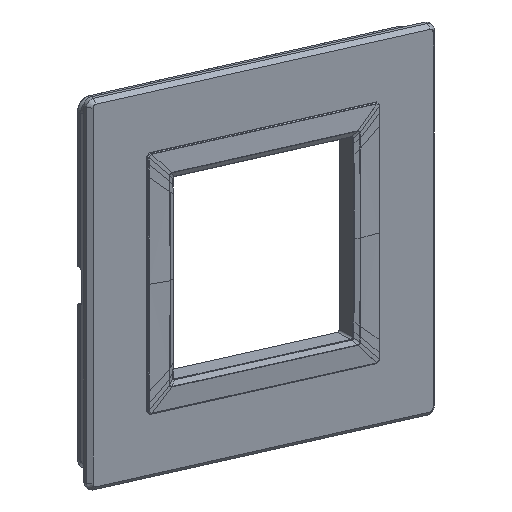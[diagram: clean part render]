
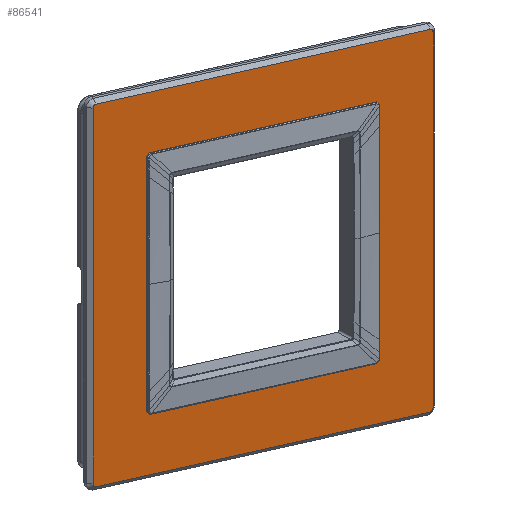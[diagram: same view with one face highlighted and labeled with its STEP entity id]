
A CAD part, top view. The second image highlights one B-rep face of the part: STEP entity #86541.
In plain terms, the highlighted face is planar.
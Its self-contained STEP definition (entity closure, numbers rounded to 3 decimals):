
#85851=CARTESIAN_POINT('Vertex',(28.425,26.925,3.)) ;
#85867=CARTESIAN_POINT('Vertex',(28.425,-26.925,3.)) ;
#85870=CARTESIAN_POINT('Line Origine',(28.425,0.,3.)) ;
#85900=CARTESIAN_POINT('Vertex',(43.,42.25,3.)) ;
#85903=CARTESIAN_POINT('Line Origine',(43.,22.,3.)) ;
#85907=CARTESIAN_POINT('Vertex',(43.,-42.25,3.)) ;
#85989=CARTESIAN_POINT('Line Origine',(-28.425,0.,3.)) ;
#85993=CARTESIAN_POINT('Vertex',(-28.425,-26.925,3.)) ;
#85995=CARTESIAN_POINT('Vertex',(-28.425,26.925,3.)) ;
#86033=CARTESIAN_POINT('Vertex',(-43.,-42.25,3.)) ;
#86038=CARTESIAN_POINT('Line Origine',(-43.,22.,3.)) ;
#86042=CARTESIAN_POINT('Vertex',(-43.,42.25,3.)) ;
#86131=CARTESIAN_POINT('Line Origine',(22.,43.,3.)) ;
#86135=CARTESIAN_POINT('Vertex',(-42.25,43.,3.)) ;
#86137=CARTESIAN_POINT('Vertex',(42.25,43.,3.)) ;
#86366=CARTESIAN_POINT('Line Origine',(0.,28.425,3.)) ;
#86370=CARTESIAN_POINT('Vertex',(26.925,28.425,3.)) ;
#86372=CARTESIAN_POINT('Vertex',(-26.925,28.425,3.)) ;
#86401=CARTESIAN_POINT('Vertex',(42.25,-43.,3.)) ;
#86404=CARTESIAN_POINT('Line Origine',(22.,-43.,3.)) ;
#86408=CARTESIAN_POINT('Vertex',(-42.25,-43.,3.)) ;
#86432=CARTESIAN_POINT('Vertex',(26.925,-28.425,3.)) ;
#86439=CARTESIAN_POINT('Vertex',(-26.925,-28.425,3.)) ;
#86442=CARTESIAN_POINT('Line Origine',(0.,-28.425,3.)) ;
#86476=CARTESIAN_POINT('Axis2P3D Location',(0.,0.,3.)) ;
#86481=CARTESIAN_POINT('Axis2P3D Location',(-42.25,42.25,3.)) ;
#86486=CARTESIAN_POINT('Axis2P3D Location',(-42.25,-42.25,3.)) ;
#86491=CARTESIAN_POINT('Axis2P3D Location',(42.25,-42.25,3.)) ;
#86496=CARTESIAN_POINT('Axis2P3D Location',(42.25,42.25,3.)) ;
#86511=CARTESIAN_POINT('Axis2P3D Location',(26.925,26.925,3.)) ;
#86516=CARTESIAN_POINT('Axis2P3D Location',(26.925,-26.925,3.)) ;
#86521=CARTESIAN_POINT('Axis2P3D Location',(-26.925,-26.925,3.)) ;
#86526=CARTESIAN_POINT('Axis2P3D Location',(-26.925,26.925,3.)) ;
#85871=DIRECTION('Vector Direction',(0.,1.,0.)) ;
#85904=DIRECTION('Vector Direction',(0.,-1.,0.)) ;
#85990=DIRECTION('Vector Direction',(0.,1.,0.)) ;
#86039=DIRECTION('Vector Direction',(0.,-1.,0.)) ;
#86132=DIRECTION('Vector Direction',(-1.,0.,0.)) ;
#86367=DIRECTION('Vector Direction',(1.,0.,0.)) ;
#86405=DIRECTION('Vector Direction',(-1.,0.,0.)) ;
#86443=DIRECTION('Vector Direction',(1.,0.,0.)) ;
#86477=DIRECTION('Axis2P3D Direction',(0.,0.,1.)) ;
#86478=DIRECTION('Axis2P3D XDirection',(1.,0.,0.)) ;
#86482=DIRECTION('Axis2P3D Direction',(0.,0.,1.)) ;
#86487=DIRECTION('Axis2P3D Direction',(0.,0.,1.)) ;
#86492=DIRECTION('Axis2P3D Direction',(0.,0.,1.)) ;
#86497=DIRECTION('Axis2P3D Direction',(0.,0.,1.)) ;
#86512=DIRECTION('Axis2P3D Direction',(0.,0.,1.)) ;
#86517=DIRECTION('Axis2P3D Direction',(0.,0.,1.)) ;
#86522=DIRECTION('Axis2P3D Direction',(0.,0.,1.)) ;
#86527=DIRECTION('Axis2P3D Direction',(0.,0.,1.)) ;
#86479=AXIS2_PLACEMENT_3D('Plane Axis2P3D',#86476,#86477,#86478) ;
#86483=AXIS2_PLACEMENT_3D('Circle Axis2P3D',#86481,#86482,$) ;
#86488=AXIS2_PLACEMENT_3D('Circle Axis2P3D',#86486,#86487,$) ;
#86493=AXIS2_PLACEMENT_3D('Circle Axis2P3D',#86491,#86492,$) ;
#86498=AXIS2_PLACEMENT_3D('Circle Axis2P3D',#86496,#86497,$) ;
#86513=AXIS2_PLACEMENT_3D('Circle Axis2P3D',#86511,#86512,$) ;
#86518=AXIS2_PLACEMENT_3D('Circle Axis2P3D',#86516,#86517,$) ;
#86523=AXIS2_PLACEMENT_3D('Circle Axis2P3D',#86521,#86522,$) ;
#86528=AXIS2_PLACEMENT_3D('Circle Axis2P3D',#86526,#86527,$) ;
#86502=ORIENTED_EDGE('',*,*,#86485,.F.) ;
#86503=ORIENTED_EDGE('',*,*,#86044,.T.) ;
#86504=ORIENTED_EDGE('',*,*,#86490,.T.) ;
#86505=ORIENTED_EDGE('',*,*,#86410,.T.) ;
#86506=ORIENTED_EDGE('',*,*,#86495,.F.) ;
#86507=ORIENTED_EDGE('',*,*,#85909,.F.) ;
#86508=ORIENTED_EDGE('',*,*,#86500,.T.) ;
#86509=ORIENTED_EDGE('',*,*,#86139,.F.) ;
#86532=ORIENTED_EDGE('',*,*,#86515,.T.) ;
#86533=ORIENTED_EDGE('',*,*,#85874,.F.) ;
#86534=ORIENTED_EDGE('',*,*,#86520,.F.) ;
#86535=ORIENTED_EDGE('',*,*,#86446,.T.) ;
#86536=ORIENTED_EDGE('',*,*,#86525,.T.) ;
#86537=ORIENTED_EDGE('',*,*,#85997,.T.) ;
#86538=ORIENTED_EDGE('',*,*,#86530,.F.) ;
#86539=ORIENTED_EDGE('',*,*,#86374,.F.) ;
#86540=FACE_BOUND('',#86531,.T.) ;
#85872=VECTOR('Line Direction',#85871,1.) ;
#85905=VECTOR('Line Direction',#85904,1.) ;
#85991=VECTOR('Line Direction',#85990,1.) ;
#86040=VECTOR('Line Direction',#86039,1.) ;
#86133=VECTOR('Line Direction',#86132,1.) ;
#86368=VECTOR('Line Direction',#86367,1.) ;
#86406=VECTOR('Line Direction',#86405,1.) ;
#86444=VECTOR('Line Direction',#86443,1.) ;
#86541=ADVANCED_FACE('PartBody',(#86510,#86540),#86480,.T.) ;
#86484=CIRCLE('generated circle',#86483,0.75) ;
#86489=CIRCLE('generated circle',#86488,0.75) ;
#86494=CIRCLE('generated circle',#86493,0.75) ;
#86499=CIRCLE('generated circle',#86498,0.75) ;
#86514=CIRCLE('generated circle',#86513,1.5) ;
#86519=CIRCLE('generated circle',#86518,1.5) ;
#86524=CIRCLE('generated circle',#86523,1.5) ;
#86529=CIRCLE('generated circle',#86528,1.5) ;
#85874=EDGE_CURVE('',#85868,#85852,#85873,.T.) ;
#85909=EDGE_CURVE('',#85901,#85908,#85906,.T.) ;
#85997=EDGE_CURVE('',#85994,#85996,#85992,.T.) ;
#86044=EDGE_CURVE('',#86043,#86034,#86041,.T.) ;
#86139=EDGE_CURVE('',#86136,#86138,#86134,.F.) ;
#86374=EDGE_CURVE('',#86371,#86373,#86369,.F.) ;
#86410=EDGE_CURVE('',#86409,#86402,#86407,.F.) ;
#86446=EDGE_CURVE('',#86433,#86440,#86445,.F.) ;
#86485=EDGE_CURVE('',#86043,#86136,#86484,.F.) ;
#86490=EDGE_CURVE('',#86034,#86409,#86489,.T.) ;
#86495=EDGE_CURVE('',#85908,#86402,#86494,.F.) ;
#86500=EDGE_CURVE('',#85901,#86138,#86499,.T.) ;
#86515=EDGE_CURVE('',#86371,#85852,#86514,.F.) ;
#86520=EDGE_CURVE('',#86433,#85868,#86519,.T.) ;
#86525=EDGE_CURVE('',#86440,#85994,#86524,.F.) ;
#86530=EDGE_CURVE('',#86373,#85996,#86529,.T.) ;
#86501=EDGE_LOOP('',(#86502,#86503,#86504,#86505,#86506,#86507,#86508,#86509)) ;
#86531=EDGE_LOOP('',(#86532,#86533,#86534,#86535,#86536,#86537,#86538,#86539)) ;
#86510=FACE_OUTER_BOUND('',#86501,.T.) ;
#85873=LINE('Line',#85870,#85872) ;
#85906=LINE('Line',#85903,#85905) ;
#85992=LINE('Line',#85989,#85991) ;
#86041=LINE('Line',#86038,#86040) ;
#86134=LINE('Line',#86131,#86133) ;
#86369=LINE('Line',#86366,#86368) ;
#86407=LINE('Line',#86404,#86406) ;
#86445=LINE('Line',#86442,#86444) ;
#86480=PLANE('',#86479) ;
#85852=VERTEX_POINT('',#85851) ;
#85868=VERTEX_POINT('',#85867) ;
#85901=VERTEX_POINT('',#85900) ;
#85908=VERTEX_POINT('',#85907) ;
#85994=VERTEX_POINT('',#85993) ;
#85996=VERTEX_POINT('',#85995) ;
#86034=VERTEX_POINT('',#86033) ;
#86043=VERTEX_POINT('',#86042) ;
#86136=VERTEX_POINT('',#86135) ;
#86138=VERTEX_POINT('',#86137) ;
#86371=VERTEX_POINT('',#86370) ;
#86373=VERTEX_POINT('',#86372) ;
#86402=VERTEX_POINT('',#86401) ;
#86409=VERTEX_POINT('',#86408) ;
#86433=VERTEX_POINT('',#86432) ;
#86440=VERTEX_POINT('',#86439) ;
